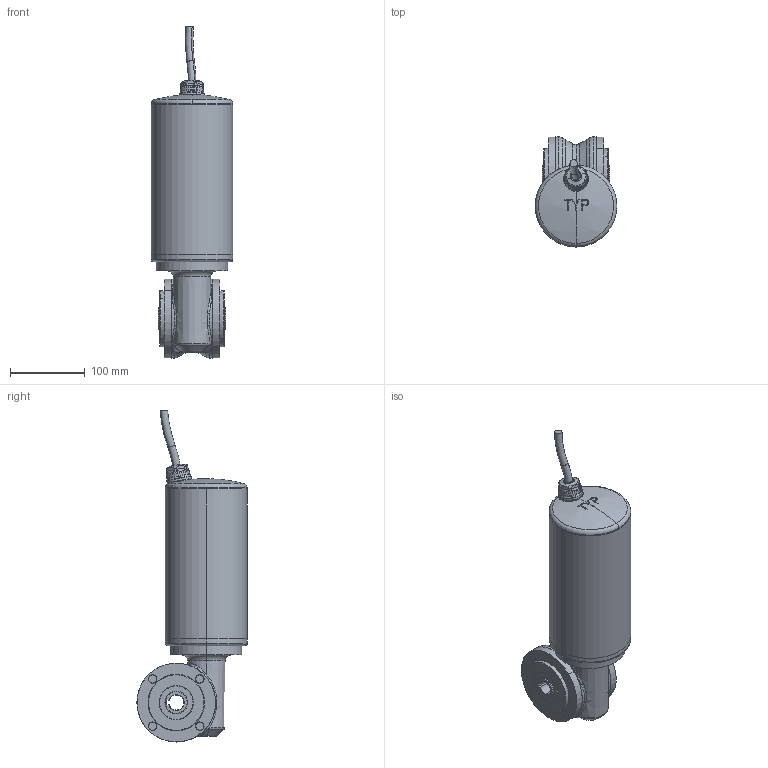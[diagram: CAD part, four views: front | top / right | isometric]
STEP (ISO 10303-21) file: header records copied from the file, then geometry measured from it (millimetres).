
FILE_DESCRIPTION (( 'STEP AP214' ), '1' );
FILE_NAME ('Motor ESKW80-80NR mit VES40 Getriebe.STEP', '2017-08-02T12:20:35', ( 'abenguiza' ), ( 'Microsoft' ), 'SwSTEP 2.0', 'SolidWorks 2014', '' );
FILE_SCHEMA (( 'AUTOMOTIVE_DESIGN' ));
Length unit declared in the file: millimetre
Products named in the file (1): Motor ESKW80-80NR mit VES40 Getriebe
Bounding box: 109 x 147.07 x 442.81 mm (x, y, z)
Surface area: 166052.6 mm2 (no closed solid volume)
Topology: 0 solids, 27 shells, 299 faces, 880 edges, 606 vertices
Faces by surface type: cylinder 74, plane 71, torus 56, bspline 48, cone 47, sphere 3
Entity records: 16166 total; most frequent: CARTESIAN_POINT 5015, DIRECTION 1709, ORIENTED_EDGE 1506, EDGE_CURVE 880, AXIS2_PLACEMENT_3D 747, VERTEX_POINT 606, CIRCLE 495, EDGE_LOOP 357
